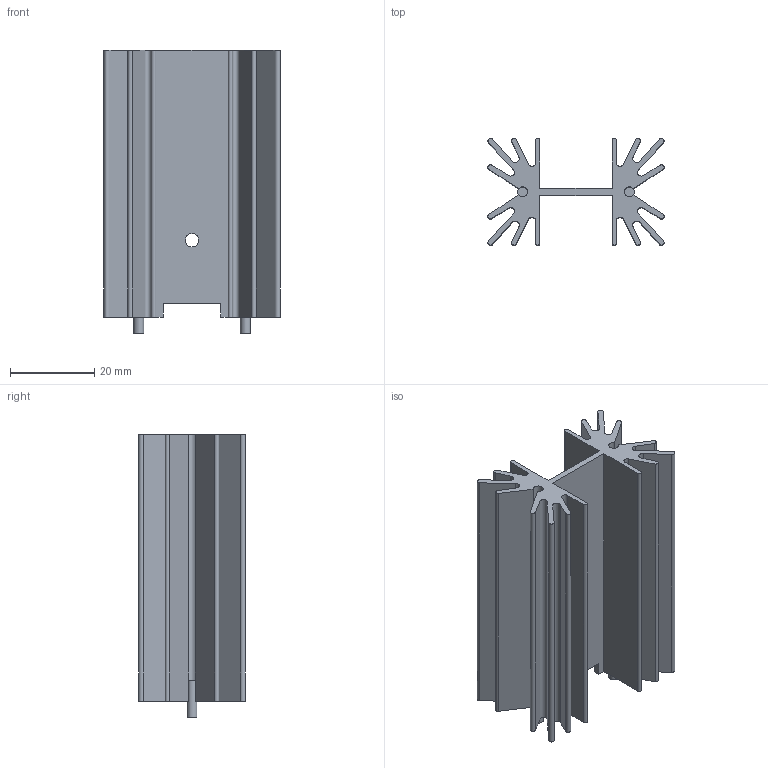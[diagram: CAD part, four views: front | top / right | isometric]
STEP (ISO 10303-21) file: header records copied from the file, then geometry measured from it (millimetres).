
FILE_DESCRIPTION(/* description */ (''),/* implementation_level */ '2;1');
FILE_NAME(/* name */ 'HSINK_AAVID-THERMALLOY_530002B02500G_v.stp',/* time_stamp */ '2015-06-04T14:28:10+02:00',/* author */ ('admchouv'),/* organization */ (''),/* preprocessor_version */ 'ST-DEVELOPER v15.5',/* originating_system */ 'AutoCAD Mechanical',/* authorisation */ '');
FILE_SCHEMA (('AUTOMOTIVE_DESIGN { 1 0 10303 214 3 1 1 }'));
Length unit declared in the file: millimetre
Products named in the file (1): Product
Bounding box: 41.91 x 25.4 x 67.46 mm (x, y, z)
Volume: 20332.1 mm3; surface area: 21648.1 mm2
Topology: 3 solids, 3 shells, 81 faces, 225 edges, 150 vertices
Faces by surface type: plane 48, cylinder 33
Full cylindrical faces by diameter (mm): 2.36 x2, 3.17 x1
Entity records: 2631 total; most frequent: CARTESIAN_POINT 454, DIRECTION 452, ORIENTED_EDGE 444, EDGE_CURVE 222, LINE 156, VECTOR 156, VERTEX_POINT 150, AXIS2_PLACEMENT_3D 148
